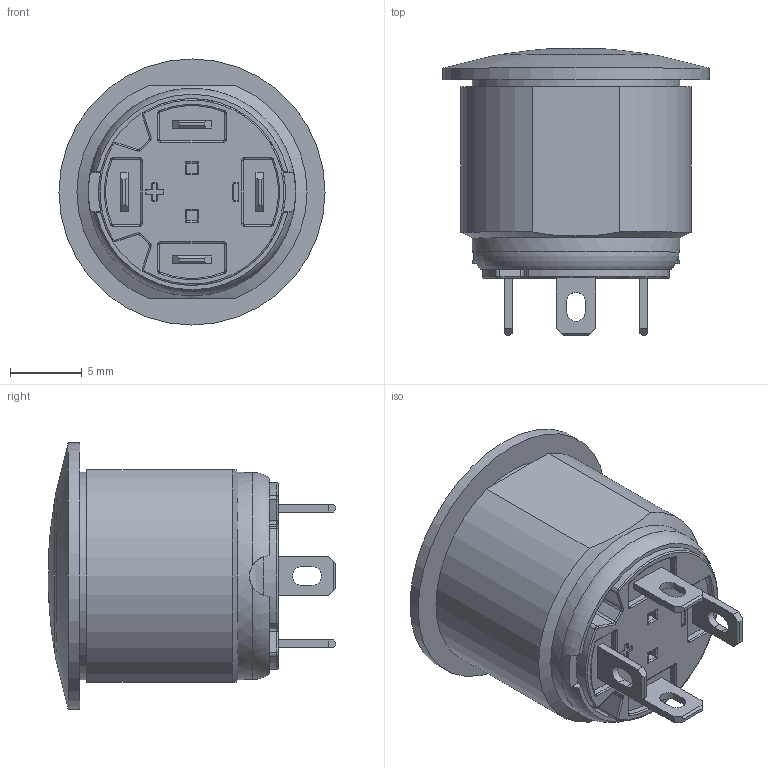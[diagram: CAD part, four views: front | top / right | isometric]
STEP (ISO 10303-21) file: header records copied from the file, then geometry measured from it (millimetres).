
FILE_DESCRIPTION(/* description */ (''),/* implementation_level */ '2;1');
FILE_NAME(/* name */ 'PVA6RP24xx1.stp',/* time_stamp */ '2018-08-10T09:08:37-05:00',/* author */ ('mroman'),/* organization */ (''),/* preprocessor_version */ 'ST-DEVELOPER v17',/* originating_system */ 'Autodesk Inventor 2018',/* authorisation */ '');
FILE_SCHEMA (('AUTOMOTIVE_DESIGN { 1 0 10303 214 3 1 1 }'));
Length unit declared in the file: millimetre
Products named in the file (1): PVA6RP24xx1
Bounding box: 18.5 x 19.99 x 18.5 mm (x, y, z)
Volume: 2953 mm3; surface area: 1469.2 mm2
Topology: 1 solids, 1 shells, 295 faces, 724 edges, 442 vertices
Faces by surface type: cylinder 123, plane 108, torus 46, sphere 9, bspline 8, cone 1
Full cylindrical faces by diameter (mm): 10.5 x1, 11.9 x1, 14.418 x2, 18.5 x1
Entity records: 9115 total; most frequent: CARTESIAN_POINT 2023, DIRECTION 1548, ORIENTED_EDGE 1432, EDGE_CURVE 716, AXIS2_PLACEMENT_3D 585, VERTEX_POINT 442, LINE 378, VECTOR 378
